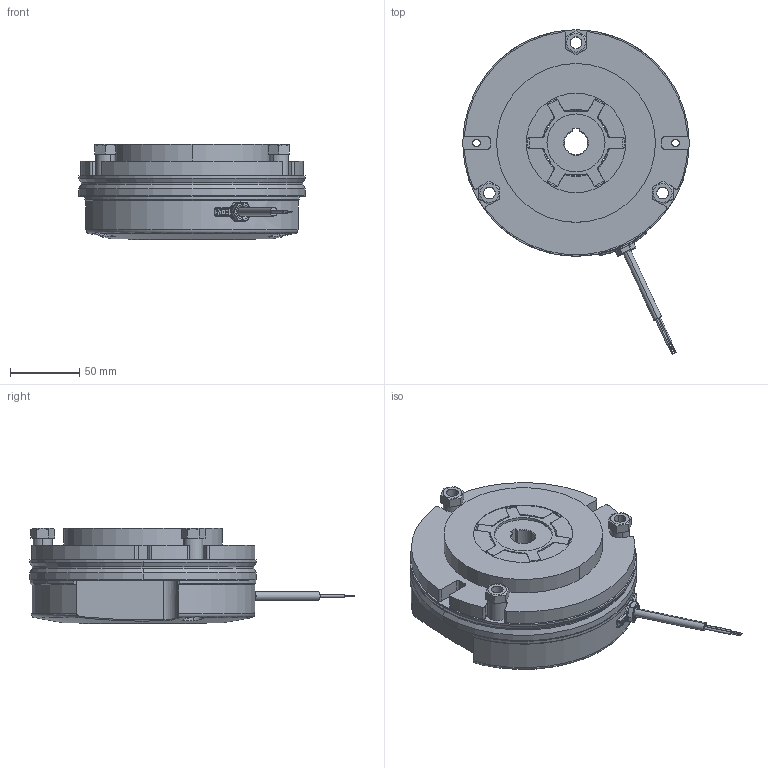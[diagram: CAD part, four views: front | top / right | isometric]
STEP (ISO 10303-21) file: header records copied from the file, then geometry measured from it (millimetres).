
FILE_DESCRIPTION (( 'STEP AP214' ), '1' );
FILE_NAME ('dr_bk_06_38_mu.STEP', '2021-11-04T06:37:59', ( '' ), ( '' ), 'SwSTEP 2.0', 'SolidWorks 2019', '' );
FILE_SCHEMA (( 'AUTOMOTIVE_DESIGN' ));
Length unit declared in the file: millimetre
Products named in the file (6): 10068433_000; 10068432_000; 10068431_000; 10068429_000; dr_bk_06_38_mu; 10068430_000
Assembly tree (7 placements, depth 2):
  dr_bk_06_38_mu
    10068429_000
    10068431_000
    10068433_000
    10068430_000  x3
    10068432_000
Bounding box: 164 x 234.91 x 68.8 mm (x, y, z)
Volume: 1111359.3 mm3; surface area: 164975.6 mm2
Topology: 8 solids, 8 shells, 560 faces, 1449 edges, 923 vertices
Faces by surface type: plane 219, cylinder 216, bspline 52, cone 44, torus 23, sphere 6
Entity records: 23223 total; most frequent: CARTESIAN_POINT 6154, ORIENTED_EDGE 2726, DIRECTION 2632, EDGE_CURVE 1363, AXIS2_PLACEMENT_3D 979, VERTEX_POINT 871, VECTOR 674, LINE 674
